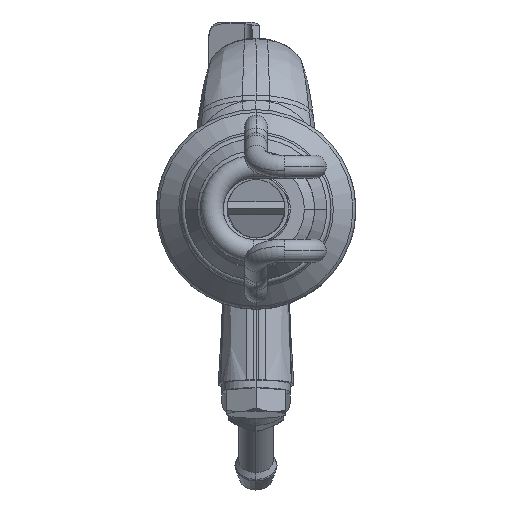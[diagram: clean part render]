
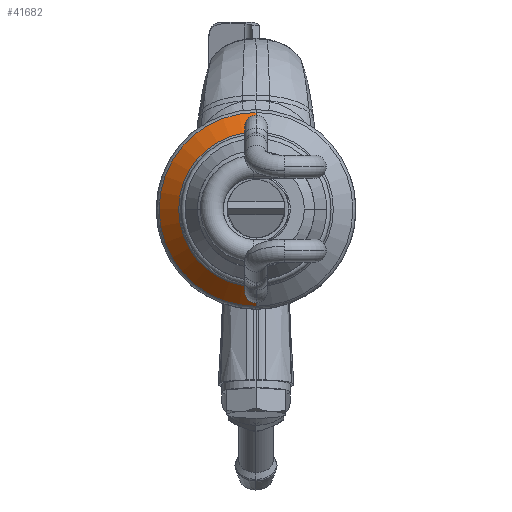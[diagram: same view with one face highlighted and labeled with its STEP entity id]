
A CAD part, top view. The second image highlights one B-rep face of the part: STEP entity #41682.
In plain terms, the highlighted conical face has half-angle 45 degrees and reference radius 34.229 mm.
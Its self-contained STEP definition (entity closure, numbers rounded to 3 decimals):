
#40355=DIRECTION('',(0.,-0.707,0.707));
#40356=VECTOR('',#40355,10.889);
#40357=CARTESIAN_POINT('',(0.,38.078,
-14.578));
#40358=LINE('',#40357,#40356);
#40370=DIRECTION('',(0.,0.707,0.707));
#40371=VECTOR('',#40370,10.889);
#40372=CARTESIAN_POINT('',(0.,-38.078,
-14.578));
#40373=LINE('',#40372,#40371);
#40393=CARTESIAN_POINT('',(0.,0.,-14.578));
#40394=DIRECTION('',(0.,0.,1.));
#40395=DIRECTION('',(0.,-1.,0.));
#40396=AXIS2_PLACEMENT_3D('',#40393,#40394,#40395);
#40401=CARTESIAN_POINT('',(0.,0.,-6.879));
#40402=DIRECTION('',(0.,0.,-1.));
#40403=DIRECTION('',(0.,1.,0.));
#40404=AXIS2_PLACEMENT_3D('',#40401,#40402,#40403);
#41245=CARTESIAN_POINT('',(0.,-30.379,-6.879));
#41246=CARTESIAN_POINT('',(0.,30.379,-6.879));
#41247=VERTEX_POINT('',#41245);
#41248=VERTEX_POINT('',#41246);
#41277=CARTESIAN_POINT('',(0.,38.078,-14.578));
#41278=CARTESIAN_POINT('',(0.,-38.078,-14.578));
#41279=VERTEX_POINT('',#41277);
#41280=VERTEX_POINT('',#41278);
#41671=CARTESIAN_POINT('',(0.,0.,-10.729));
#41672=DIRECTION('',(0.,0.,-1.));
#41673=DIRECTION('',(0.,-1.,0.));
#41674=AXIS2_PLACEMENT_3D('',#41671,#41672,#41673);
#41675=CONICAL_SURFACE('',#41674,34.229,45.);
#41676=ORIENTED_EDGE('',*,*,#41655,.F.);
#41677=ORIENTED_EDGE('',*,*,#41616,.T.);
#41678=ORIENTED_EDGE('',*,*,#41572,.F.);
#41679=ORIENTED_EDGE('',*,*,#41613,.F.);
#41680=EDGE_LOOP('',(#41676,#41677,#41678,#41679));
#41681=FACE_OUTER_BOUND('',#41680,.F.);
#41682=ADVANCED_FACE('',(#41681),#41675,.T.);
#40397=CIRCLE('',#40396,38.078);
#40405=CIRCLE('',#40404,30.379);
#41572=EDGE_CURVE('',#41248,#41247,#40405,.T.);
#41613=EDGE_CURVE('',#41279,#41248,#40358,.T.);
#41616=EDGE_CURVE('',#41280,#41247,#40373,.T.);
#41655=EDGE_CURVE('',#41280,#41279,#40397,.T.);
